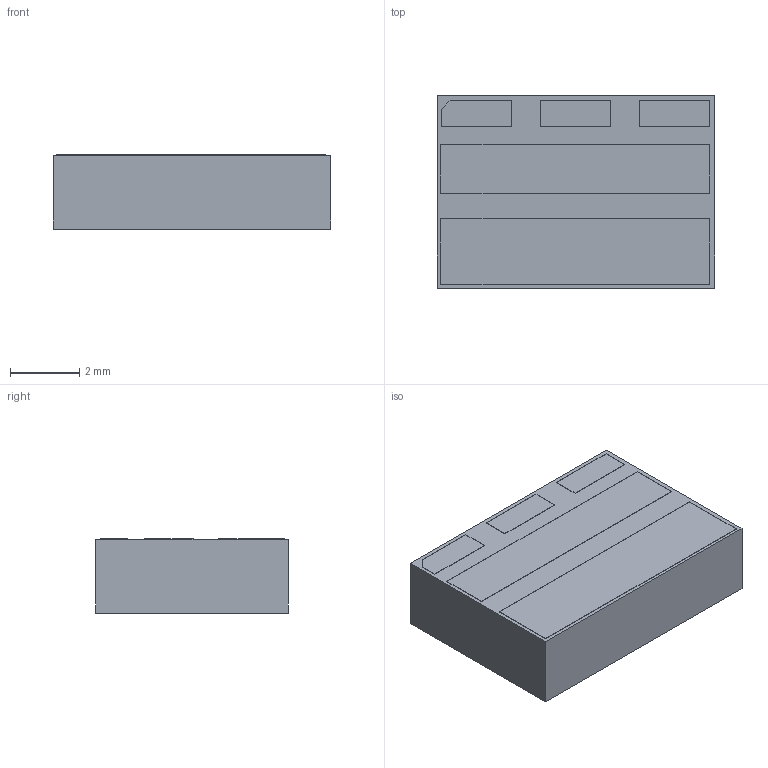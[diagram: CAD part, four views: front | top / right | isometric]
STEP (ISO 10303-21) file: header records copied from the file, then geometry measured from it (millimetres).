
FILE_DESCRIPTION (( 'STEP AP203' ), '1' );
FILE_NAME ('S-204-205.STEP', '2026-03-24T00:48:32', ( '' ), ( '' ), 'SwSTEP 2.0', 'SolidWorks 2013', '' );
FILE_SCHEMA (( 'CONFIG_CONTROL_DESIGN' ));
Length unit declared in the file: inch
Products named in the file (1): S-204-205
Bounding box: 8.03 x 5.56 x 2.15 mm (x, y, z)
Volume: 95.6 mm3; surface area: 148 mm2
Topology: 1 solids, 1 shells, 32 faces, 75 edges, 50 vertices
Faces by surface type: plane 32
Entity records: 978 total; most frequent: CARTESIAN_POINT 158, ORIENTED_EDGE 150, DIRECTION 141, LINE 75, VECTOR 75, EDGE_CURVE 75, VERTEX_POINT 50, EDGE_LOOP 37
